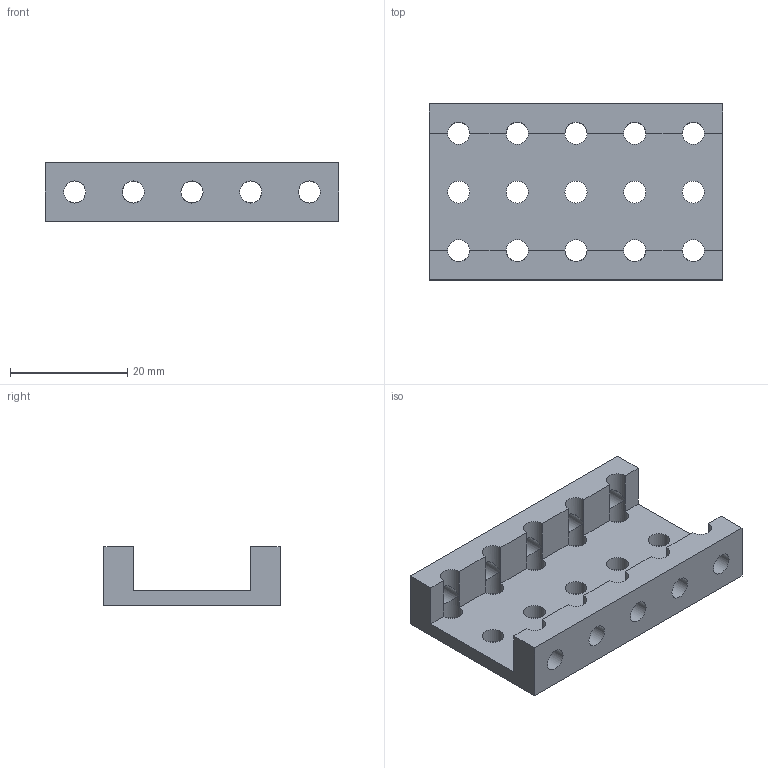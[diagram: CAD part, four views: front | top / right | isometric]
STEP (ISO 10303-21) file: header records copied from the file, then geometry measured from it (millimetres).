
FILE_DESCRIPTION(('Open CASCADE Model'),'2;1');
FILE_NAME('Open CASCADE Shape Model','2025-12-30T14:51:17',('Author'),( 'Open CASCADE'),'Open CASCADE STEP processor 7.8','Open CASCADE 7.8' ,'Unknown');
FILE_SCHEMA(('AUTOMOTIVE_DESIGN { 1 0 10303 214 1 1 1 1 }'));
Length unit declared in the file: millimetre
Products named in the file (1): Open CASCADE STEP translator 7.8 5
Bounding box: 50 x 30 x 10 mm (x, y, z)
Volume: 6295.2 mm3; surface area: 5518.3 mm2
Topology: 1 solids, 1 shells, 55 faces, 189 edges, 116 vertices
Faces by surface type: cylinder 35, plane 20
Full cylindrical faces by diameter (mm): 3.75 x25
Entity records: 5076 total; most frequent: CARTESIAN_POINT 1483, DIRECTION 625, ORIENTED_EDGE 378, PCURVE 378, DEFINITIONAL_REPRESENTATION 378, LINE 313, VECTOR 313, EDGE_CURVE 189
